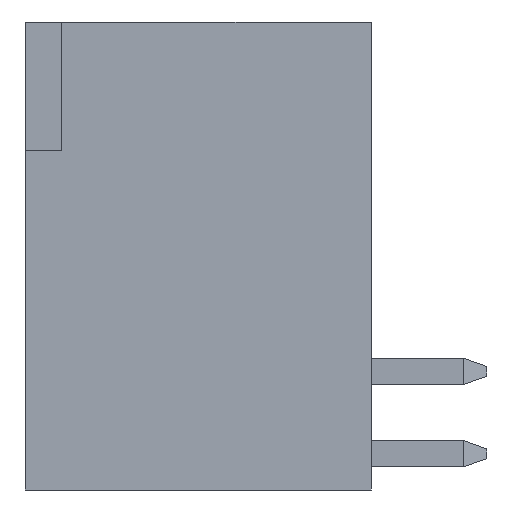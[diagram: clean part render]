
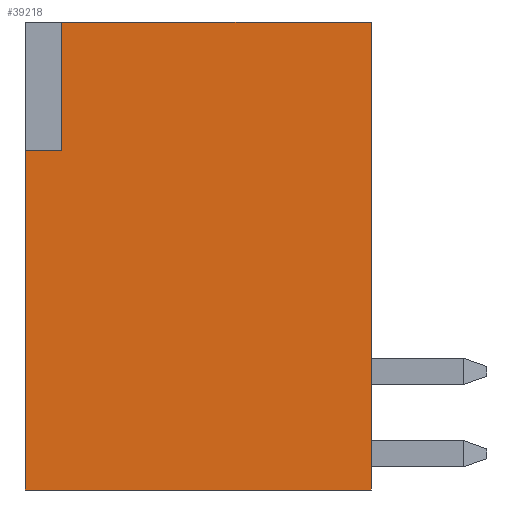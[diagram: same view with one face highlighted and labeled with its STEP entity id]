
A CAD part, left-side view. The second image highlights one B-rep face of the part: STEP entity #39218.
In plain terms, the highlighted planar face has unit normal (-1, 0, 0).
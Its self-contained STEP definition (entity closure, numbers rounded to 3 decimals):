
#36843=CARTESIAN_POINT('',(-19.45,5.65,7.95));
#36844=VERTEX_POINT('',#36843);
#36851=CARTESIAN_POINT('',(-19.45,-3.75,7.95));
#36852=VERTEX_POINT('',#36851);
#36853=CARTESIAN_POINT('',(-19.45,5.65,7.95));
#36854=DIRECTION('',(0.,-1.,0.));
#36855=VECTOR('',#36854,9.4);
#36856=LINE('',#36853,#36855);
#36857=EDGE_CURVE('',#36844,#36852,#36856,.T.);
#36971=CARTESIAN_POINT('',(-19.45,-3.75,-6.25));
#36972=VERTEX_POINT('',#36971);
#36973=CARTESIAN_POINT('',(-19.45,-3.75,7.95));
#36974=DIRECTION('',(0.,0.,-1.));
#36975=VECTOR('',#36974,14.2);
#36976=LINE('',#36973,#36975);
#36977=EDGE_CURVE('',#36852,#36972,#36976,.T.);
#37302=CARTESIAN_POINT('',(-19.45,6.75,-6.25));
#37303=VERTEX_POINT('',#37302);
#37304=CARTESIAN_POINT('',(-19.45,-3.75,-6.25));
#37305=DIRECTION('',(0.,1.,0.));
#37306=VECTOR('',#37305,10.5);
#37307=LINE('',#37304,#37306);
#37308=EDGE_CURVE('',#36972,#37303,#37307,.T.);
#39176=CARTESIAN_POINT('',(-19.45,5.65,4.05));
#39177=VERTEX_POINT('',#39176);
#39184=CARTESIAN_POINT('',(-19.45,5.65,4.05));
#39185=DIRECTION('',(0.,0.,1.));
#39186=VECTOR('',#39185,3.9);
#39187=LINE('',#39184,#39186);
#39188=EDGE_CURVE('',#39177,#36844,#39187,.T.);
#39193=CARTESIAN_POINT('',(-19.45,1.5,0.85));
#39194=DIRECTION('',(0.,-1.,0.));
#39195=DIRECTION('',(-1.,0.,0.));
#39196=AXIS2_PLACEMENT_3D('',#39193,#39195,#39194);
#39197=PLANE('',#39196);
#39198=ORIENTED_EDGE('',*,*,#36977,.F.);
#39199=ORIENTED_EDGE('',*,*,#36857,.F.);
#39200=ORIENTED_EDGE('',*,*,#39188,.F.);
#39201=CARTESIAN_POINT('',(-19.45,6.75,4.05));
#39202=VERTEX_POINT('',#39201);
#39203=CARTESIAN_POINT('',(-19.45,5.65,4.05));
#39204=DIRECTION('',(0.,1.,0.));
#39205=VECTOR('',#39204,1.1);
#39206=LINE('',#39203,#39205);
#39207=EDGE_CURVE('',#39177,#39202,#39206,.T.);
#39208=ORIENTED_EDGE('',*,*,#39207,.T.);
#39209=CARTESIAN_POINT('',(-19.45,6.75,4.05));
#39210=DIRECTION('',(0.,0.,-1.));
#39211=VECTOR('',#39210,10.3);
#39212=LINE('',#39209,#39211);
#39213=EDGE_CURVE('',#39202,#37303,#39212,.T.);
#39214=ORIENTED_EDGE('',*,*,#39213,.T.);
#39215=ORIENTED_EDGE('',*,*,#37308,.F.);
#39216=EDGE_LOOP('',(#39198,#39199,#39200,#39208,#39214,#39215));
#39217=FACE_OUTER_BOUND('',#39216,.T.);
#39218=ADVANCED_FACE('',(#39217),#39197,.T.);
